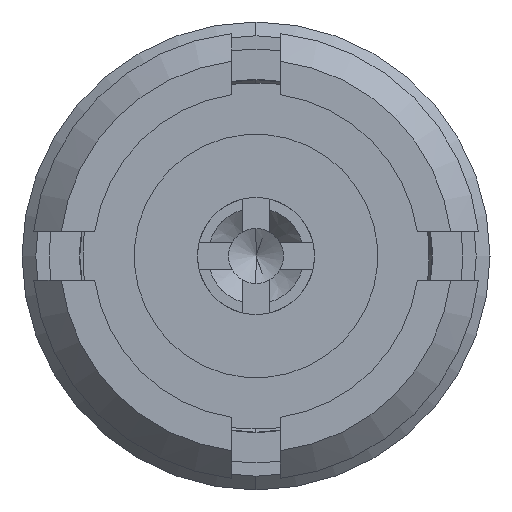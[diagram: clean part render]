
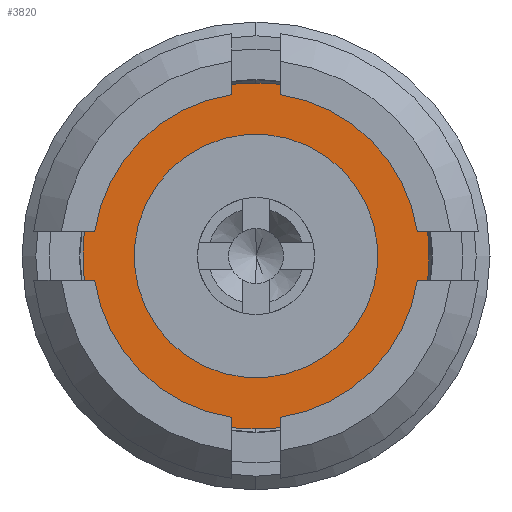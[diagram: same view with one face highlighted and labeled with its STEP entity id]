
A CAD part, left-side view. The second image highlights one B-rep face of the part: STEP entity #3820.
In plain terms, the highlighted face is planar.
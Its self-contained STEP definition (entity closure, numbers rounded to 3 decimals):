
#109 = DIRECTION ( 'NONE',  ( 0.996, 0.087, 0. ) ) ;
#122 = CARTESIAN_POINT ( 'NONE',  ( 1.255, 0.11, 1.525 ) ) ;
#160 = CARTESIAN_POINT ( 'NONE',  ( -0.11, 1.255, 1.525 ) ) ;
#747 = FACE_BOUND ( 'NONE', #5309, .T. ) ;
#882 = DIRECTION ( 'NONE',  ( 0., 0., 1. ) ) ;
#929 = AXIS2_PLACEMENT_3D ( 'NONE', #1119, #1629, #109 ) ;
#1020 = AXIS2_PLACEMENT_3D ( 'NONE', #2972, #882, #6001 ) ;
#1027 = EDGE_CURVE ( 'NONE', #3115, #5662, #6179, .T. ) ;
#1119 = CARTESIAN_POINT ( 'NONE',  ( 0., 0., 1.525 ) ) ;
#1133 = AXIS2_PLACEMENT_3D ( 'NONE', #160, #1724, #1771 ) ;
#1474 = CARTESIAN_POINT ( 'NONE',  ( -1.255, -0.11, 1.525 ) ) ;
#1582 = DIRECTION ( 'NONE',  ( 0.996, 0.087, 0. ) ) ;
#1629 = DIRECTION ( 'NONE',  ( 0., 0., 1. ) ) ;
#1724 = DIRECTION ( 'NONE',  ( 0., 0., -1. ) ) ;
#1771 = DIRECTION ( 'NONE',  ( -0.996, -0.087, 0. ) ) ;
#1906 = AXIS2_PLACEMENT_3D ( 'NONE', #6318, #3797, #5835 ) ;
#1930 = ORIENTED_EDGE ( 'NONE', *, *, #6201, .T. ) ;
#2195 = CIRCLE ( 'NONE', #3816, 1.26 ) ;
#2234 = CARTESIAN_POINT ( 'NONE',  ( -0.882, -0.077, 1.525 ) ) ;
#2972 = CARTESIAN_POINT ( 'NONE',  ( 0., 0., 1.525 ) ) ;
#2992 = EDGE_CURVE ( 'NONE', #5662, #3115, #5972, .T. ) ;
#3115 = VERTEX_POINT ( 'NONE', #4948 ) ;
#3122 = DIRECTION ( 'NONE',  ( 0., 0., 1. ) ) ;
#3270 = ORIENTED_EDGE ( 'NONE', *, *, #4789, .T. ) ;
#3554 = CIRCLE ( 'NONE', #1906, 1.26 ) ;
#3797 = DIRECTION ( 'NONE',  ( 0., 0., 1. ) ) ;
#3816 = AXIS2_PLACEMENT_3D ( 'NONE', #6118, #3122, #1582 ) ;
#3820 = ADVANCED_FACE ( 'NONE', ( #747, #4606 ), #4799, .F. ) ;
#4357 = VERTEX_POINT ( 'NONE', #1474 ) ;
#4606 = FACE_OUTER_BOUND ( 'NONE', #5100, .T. ) ;
#4789 = EDGE_CURVE ( 'NONE', #4357, #5655, #2195, .T. ) ;
#4799 = PLANE ( 'NONE',  #1133 ) ;
#4948 = CARTESIAN_POINT ( 'NONE',  ( 0.882, 0.077, 1.525 ) ) ;
#5100 = EDGE_LOOP ( 'NONE', ( #1930, #3270 ) ) ;
#5309 = EDGE_LOOP ( 'NONE', ( #5936, #6146 ) ) ;
#5655 = VERTEX_POINT ( 'NONE', #122 ) ;
#5662 = VERTEX_POINT ( 'NONE', #2234 ) ;
#5835 = DIRECTION ( 'NONE',  ( 0.996, 0.087, 0. ) ) ;
#5936 = ORIENTED_EDGE ( 'NONE', *, *, #1027, .F. ) ;
#5972 = CIRCLE ( 'NONE', #929, 0.885 ) ;
#6001 = DIRECTION ( 'NONE',  ( 0.996, 0.087, 0. ) ) ;
#6118 = CARTESIAN_POINT ( 'NONE',  ( 0., 0., 1.525 ) ) ;
#6146 = ORIENTED_EDGE ( 'NONE', *, *, #2992, .F. ) ;
#6179 = CIRCLE ( 'NONE', #1020, 0.885 ) ;
#6201 = EDGE_CURVE ( 'NONE', #5655, #4357, #3554, .T. ) ;
#6318 = CARTESIAN_POINT ( 'NONE',  ( 0., 0., 1.525 ) ) ;
